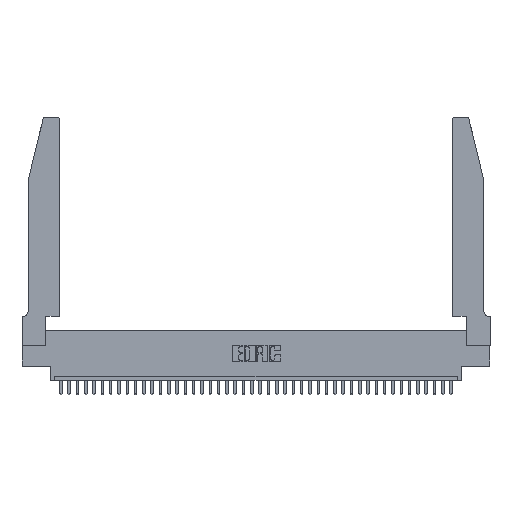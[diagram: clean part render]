
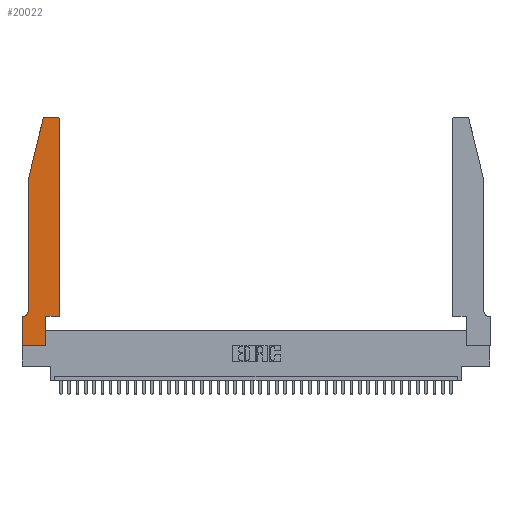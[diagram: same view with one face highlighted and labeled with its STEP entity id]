
A CAD part, top view. The second image highlights one B-rep face of the part: STEP entity #20022.
In plain terms, the highlighted planar face has unit normal (0, 0, 1).
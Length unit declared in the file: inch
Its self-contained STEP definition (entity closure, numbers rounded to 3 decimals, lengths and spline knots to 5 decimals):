
#66 = VERTEX_POINT ( 'NONE', #11404 ) ;
#97 = EDGE_CURVE ( 'NONE', #8372, #21327, #24172, .T. ) ;
#934 = LINE ( 'NONE', #38563, #33173 ) ;
#1707 = VERTEX_POINT ( 'NONE', #39226 ) ;
#2508 = VECTOR ( 'NONE', #24456, 39.37008 ) ;
#2836 = EDGE_CURVE ( 'NONE', #29146, #66, #21974, .T. ) ;
#3411 = VERTEX_POINT ( 'NONE', #9866 ) ;
#5443 = LINE ( 'NONE', #30337, #2508 ) ;
#7151 = CARTESIAN_POINT ( 'NONE',  ( 0., 0.35, 0.37 ) ) ;
#7302 = VERTEX_POINT ( 'NONE', #20739 ) ;
#7538 = CIRCLE ( 'NONE', #12970, 0.07 ) ;
#7717 = CARTESIAN_POINT ( 'NONE',  ( 0.0755, 0.35, 0.37 ) ) ;
#8006 = EDGE_CURVE ( 'NONE', #3411, #29146, #16308, .T. ) ;
#8067 = VERTEX_POINT ( 'NONE', #8253 ) ;
#8253 = CARTESIAN_POINT ( 'NONE',  ( 0.0055, 0.35, 0.37 ) ) ;
#8372 = VERTEX_POINT ( 'NONE', #35822 ) ;
#8620 = DIRECTION ( 'NONE',  ( 0., -1., 0. ) ) ;
#8748 = CARTESIAN_POINT ( 'NONE',  ( 0.284, 2.72, 0.37 ) ) ;
#9700 = CARTESIAN_POINT ( 'NONE',  ( 0.4505, 0.35, 0.37 ) ) ;
#9780 = FACE_OUTER_BOUND ( 'NONE', #21248, .T. ) ;
#9866 = CARTESIAN_POINT ( 'NONE',  ( 0., 0.35, 0.37 ) ) ;
#9908 = VECTOR ( 'NONE', #38030, 39.37008 ) ;
#10088 = ORIENTED_EDGE ( 'NONE', *, *, #12569, .T. ) ;
#10277 = ORIENTED_EDGE ( 'NONE', *, *, #8006, .T. ) ;
#10796 = VECTOR ( 'NONE', #30098, 39.37008 ) ;
#11404 = CARTESIAN_POINT ( 'NONE',  ( 0.2865, 0., 0.37 ) ) ;
#11839 = CARTESIAN_POINT ( 'NONE',  ( 0.4205, 2.72, 0.37 ) ) ;
#12413 = EDGE_CURVE ( 'NONE', #7302, #15790, #16515, .T. ) ;
#12569 = EDGE_CURVE ( 'NONE', #8067, #3411, #39932, .T. ) ;
#12675 = EDGE_CURVE ( 'NONE', #1707, #25189, #26737, .T. ) ;
#12970 = AXIS2_PLACEMENT_3D ( 'NONE', #19551, #13847, #22934 ) ;
#13847 = DIRECTION ( 'NONE',  ( 0., 0., -1. ) ) ;
#14004 = VERTEX_POINT ( 'NONE', #22367 ) ;
#14899 = DIRECTION ( 'NONE',  ( 0., 0., 1. ) ) ;
#14968 = EDGE_CURVE ( 'NONE', #21327, #1707, #27517, .T. ) ;
#14986 = ORIENTED_EDGE ( 'NONE', *, *, #14968, .T. ) ;
#15167 = ORIENTED_EDGE ( 'NONE', *, *, #34008, .T. ) ;
#15754 = ORIENTED_EDGE ( 'NONE', *, *, #12675, .T. ) ;
#15790 = VERTEX_POINT ( 'NONE', #25683 ) ;
#16276 = CARTESIAN_POINT ( 'NONE',  ( 0.2605, 2.75, 0.37 ) ) ;
#16308 = LINE ( 'NONE', #27332, #22608 ) ;
#16515 = LINE ( 'NONE', #31298, #33097 ) ;
#17199 = EDGE_CURVE ( 'NONE', #25189, #7302, #934, .T. ) ;
#17227 = ORIENTED_EDGE ( 'NONE', *, *, #30508, .T. ) ;
#17539 = VECTOR ( 'NONE', #35074, 39.37008 ) ;
#17786 = ORIENTED_EDGE ( 'NONE', *, *, #97, .T. ) ;
#19175 = ORIENTED_EDGE ( 'NONE', *, *, #35655, .T. ) ;
#19551 = CARTESIAN_POINT ( 'NONE',  ( 0.0055, 0.42, 0.37 ) ) ;
#20022 = ADVANCED_FACE ( 'NONE', ( #9780 ), #37544, .T. ) ;
#20103 = EDGE_CURVE ( 'NONE', #14004, #8372, #5443, .T. ) ;
#20592 = LINE ( 'NONE', #31818, #26445 ) ;
#20682 = DIRECTION ( 'NONE',  ( 0., 0., 1. ) ) ;
#20739 = CARTESIAN_POINT ( 'NONE',  ( 0.0755, 2., 0.37 ) ) ;
#21248 = EDGE_LOOP ( 'NONE', ( #14986, #15754, #37922, #21772, #15167, #10088, #10277, #29484, #19175, #17227, #33147, #17786 ) ) ;
#21327 = VERTEX_POINT ( 'NONE', #36785 ) ;
#21602 = DIRECTION ( 'NONE',  ( 1., 0., 0. ) ) ;
#21607 = DIRECTION ( 'NONE',  ( -0.239, -0.971, 0. ) ) ;
#21714 = AXIS2_PLACEMENT_3D ( 'NONE', #8748, #14899, #24428 ) ;
#21772 = ORIENTED_EDGE ( 'NONE', *, *, #12413, .T. ) ;
#21974 = LINE ( 'NONE', #36219, #10796 ) ;
#22367 = CARTESIAN_POINT ( 'NONE',  ( 0.4505, 0.35, 0.37 ) ) ;
#22608 = VECTOR ( 'NONE', #8620, 39.37008 ) ;
#22934 = DIRECTION ( 'NONE',  ( -1., 0., 0. ) ) ;
#24172 = CIRCLE ( 'NONE', #31755, 0.03 ) ;
#24428 = DIRECTION ( 'NONE',  ( 1., 0., 0. ) ) ;
#24456 = DIRECTION ( 'NONE',  ( 0., 1., 0. ) ) ;
#24608 = DIRECTION ( 'NONE',  ( 0., 0., 1. ) ) ;
#25189 = VERTEX_POINT ( 'NONE', #29087 ) ;
#25683 = CARTESIAN_POINT ( 'NONE',  ( 0.0755, 0.42, 0.37 ) ) ;
#26234 = VECTOR ( 'NONE', #21602, 39.37008 ) ;
#26445 = VECTOR ( 'NONE', #34935, 39.37008 ) ;
#26737 = CIRCLE ( 'NONE', #21714, 0.03 ) ;
#27332 = CARTESIAN_POINT ( 'NONE',  ( 0., 0., 0.37 ) ) ;
#27517 = LINE ( 'NONE', #16276, #9908 ) ;
#28370 = CARTESIAN_POINT ( 'NONE',  ( 0.2865, 0.35, 0.37 ) ) ;
#29087 = CARTESIAN_POINT ( 'NONE',  ( 0.25487, 2.72718, 0.37 ) ) ;
#29146 = VERTEX_POINT ( 'NONE', #34470 ) ;
#29484 = ORIENTED_EDGE ( 'NONE', *, *, #2836, .T. ) ;
#30098 = DIRECTION ( 'NONE',  ( 1., 0., 0. ) ) ;
#30337 = CARTESIAN_POINT ( 'NONE',  ( 0.4505, 0.35, 0.37 ) ) ;
#30508 = EDGE_CURVE ( 'NONE', #31278, #14004, #37865, .T. ) ;
#31278 = VERTEX_POINT ( 'NONE', #28370 ) ;
#31298 = CARTESIAN_POINT ( 'NONE',  ( 0.0755, 2., 0.37 ) ) ;
#31755 = AXIS2_PLACEMENT_3D ( 'NONE', #11839, #24608, #39619 ) ;
#31818 = CARTESIAN_POINT ( 'NONE',  ( 0.2865, 0.35, 0.37 ) ) ;
#31840 = DIRECTION ( 'NONE',  ( 0., -1., 0. ) ) ;
#32588 = AXIS2_PLACEMENT_3D ( 'NONE', #7151, #20682, #35657 ) ;
#33097 = VECTOR ( 'NONE', #31840, 39.37008 ) ;
#33147 = ORIENTED_EDGE ( 'NONE', *, *, #20103, .T. ) ;
#33173 = VECTOR ( 'NONE', #21607, 39.37008 ) ;
#34008 = EDGE_CURVE ( 'NONE', #15790, #8067, #7538, .T. ) ;
#34470 = CARTESIAN_POINT ( 'NONE',  ( 0., 0., 0.37 ) ) ;
#34935 = DIRECTION ( 'NONE',  ( 0., 1., 0. ) ) ;
#35074 = DIRECTION ( 'NONE',  ( -1., 0., 0. ) ) ;
#35655 = EDGE_CURVE ( 'NONE', #66, #31278, #20592, .T. ) ;
#35657 = DIRECTION ( 'NONE',  ( 1., 0., 0. ) ) ;
#35822 = CARTESIAN_POINT ( 'NONE',  ( 0.4505, 2.72, 0.37 ) ) ;
#36219 = CARTESIAN_POINT ( 'NONE',  ( 0., 0., 0.37 ) ) ;
#36785 = CARTESIAN_POINT ( 'NONE',  ( 0.4205, 2.75, 0.37 ) ) ;
#37544 = PLANE ( 'NONE',  #32588 ) ;
#37865 = LINE ( 'NONE', #9700, #26234 ) ;
#37922 = ORIENTED_EDGE ( 'NONE', *, *, #17199, .T. ) ;
#38030 = DIRECTION ( 'NONE',  ( -1., 0., 0. ) ) ;
#38563 = CARTESIAN_POINT ( 'NONE',  ( 0.0755, 2., 0.37 ) ) ;
#39226 = CARTESIAN_POINT ( 'NONE',  ( 0.284, 2.75, 0.37 ) ) ;
#39619 = DIRECTION ( 'NONE',  ( 1., 0., 0. ) ) ;
#39932 = LINE ( 'NONE', #7717, #17539 ) ;
